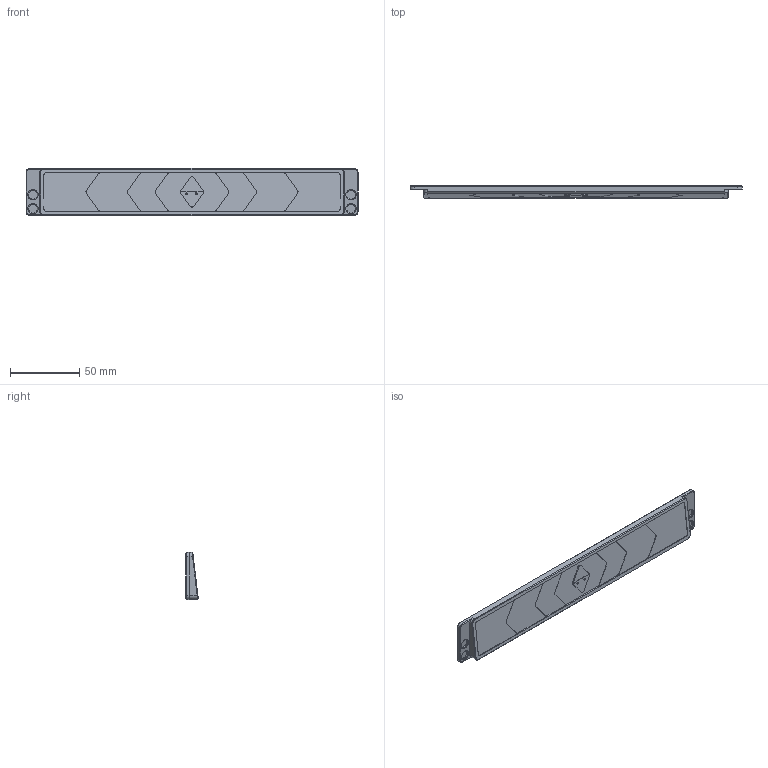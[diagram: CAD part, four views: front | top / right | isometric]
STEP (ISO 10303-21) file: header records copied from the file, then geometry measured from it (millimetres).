
FILE_DESCRIPTION(/* description */ (''),/* implementation_level */ '2;1');
FILE_NAME(/* name */ 'weight.stp',/* time_stamp */ '2023-11-01T19:09:17-05:00',/* author */ ('Eric'),/* organization */ (''),/* preprocessor_version */ 'ST-DEVELOPER v19',/* originating_system */ 'Autodesk Inventor 2023',/* authorisation */ '');
FILE_SCHEMA (('AUTOMOTIVE_DESIGN { 1 0 10303 214 3 1 1 }'));
Length unit declared in the file: inch
Products named in the file (1): weight
Bounding box: 240 x 9.16 x 34 mm (x, y, z)
Volume: 51307.9 mm3; surface area: 20267.5 mm2
Topology: 1 solids, 1 shells, 120 faces, 306 edges, 196 vertices
Faces by surface type: plane 59, cylinder 41, cone 12, bspline 8
Full cylindrical faces by diameter (mm): 1.5 x2, 6.5 x4
Entity records: 3928 total; most frequent: CARTESIAN_POINT 815, DIRECTION 616, ORIENTED_EDGE 612, EDGE_CURVE 306, AXIS2_PLACEMENT_3D 213, VERTEX_POINT 196, LINE 190, VECTOR 190
